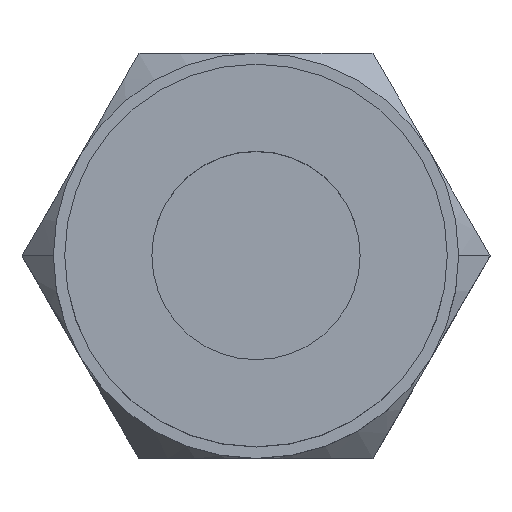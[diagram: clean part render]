
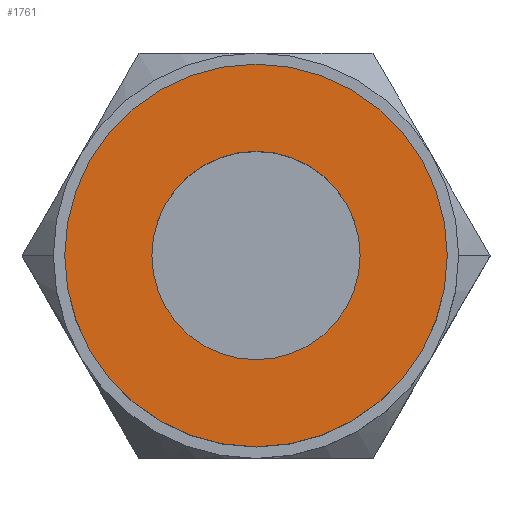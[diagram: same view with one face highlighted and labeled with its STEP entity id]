
A CAD part, top view. The second image highlights one B-rep face of the part: STEP entity #1761.
In plain terms, the highlighted planar face has unit normal (0, 0, 1).
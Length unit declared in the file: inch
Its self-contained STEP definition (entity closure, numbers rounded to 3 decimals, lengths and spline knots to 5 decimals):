
#1517=CARTESIAN_POINT('',(0.236,0.0,0.9325));
#1518=VERTEX_POINT('',#1517);
#1534=CARTESIAN_POINT('',(-0.236,0.,0.9325));
#1535=VERTEX_POINT('',#1534);
#1542=CARTESIAN_POINT('',(0.0,0.0,0.9325));
#1543=DIRECTION('',(0.0,0.0,1.0));
#1544=DIRECTION('',(1.0,0.0,0.0));
#1545=AXIS2_PLACEMENT_3D('',#1542,#1543,#1544);
#1546=CIRCLE('',#1545,0.236);
#1547=EDGE_CURVE('',#1518,#1535,#1546,.T.);
#1557=CARTESIAN_POINT('',(0.1285,0.0,0.9325));
#1558=VERTEX_POINT('',#1557);
#1567=CARTESIAN_POINT('',(-0.1285,0.,0.9325));
#1568=VERTEX_POINT('',#1567);
#1569=CARTESIAN_POINT('',(0.0,0.0,0.9325));
#1570=DIRECTION('',(0.0,0.0,-1.0));
#1571=DIRECTION('',(1.0,0.0,0.0));
#1572=AXIS2_PLACEMENT_3D('',#1569,#1570,#1571);
#1573=CIRCLE('',#1572,0.1285);
#1574=EDGE_CURVE('',#1568,#1558,#1573,.T.);
#1694=CARTESIAN_POINT('',(0.0,0.0,0.9325));
#1695=DIRECTION('',(0.0,0.0,-1.0));
#1696=DIRECTION('',(1.0,0.0,0.0));
#1697=AXIS2_PLACEMENT_3D('',#1694,#1695,#1696);
#1698=CIRCLE('',#1697,0.1285);
#1699=EDGE_CURVE('',#1558,#1568,#1698,.T.);
#1736=CARTESIAN_POINT('',(0.0,0.0,0.9325));
#1737=DIRECTION('',(0.0,0.0,1.0));
#1738=DIRECTION('',(1.0,0.0,0.0));
#1739=AXIS2_PLACEMENT_3D('',#1736,#1737,#1738);
#1740=CIRCLE('',#1739,0.236);
#1741=EDGE_CURVE('',#1535,#1518,#1740,.T.);
#1748=CARTESIAN_POINT('',(0.0,0.0,0.9325));
#1749=DIRECTION('',(0.0,0.0,1.0));
#1750=DIRECTION('',(1.0,0.0,0.0));
#1751=AXIS2_PLACEMENT_3D('',#1748,#1749,#1750);
#1752=PLANE('',#1751);
#1753=ORIENTED_EDGE('',*,*,#1547,.T.);
#1754=ORIENTED_EDGE('',*,*,#1741,.T.);
#1755=EDGE_LOOP('',(#1753,#1754));
#1756=FACE_OUTER_BOUND('',#1755,.T.);
#1757=ORIENTED_EDGE('',*,*,#1699,.T.);
#1758=ORIENTED_EDGE('',*,*,#1574,.T.);
#1759=EDGE_LOOP('',(#1757,#1758));
#1760=FACE_BOUND('',#1759,.T.);
#1761=ADVANCED_FACE('',(#1756,#1760),#1752,.T.);
